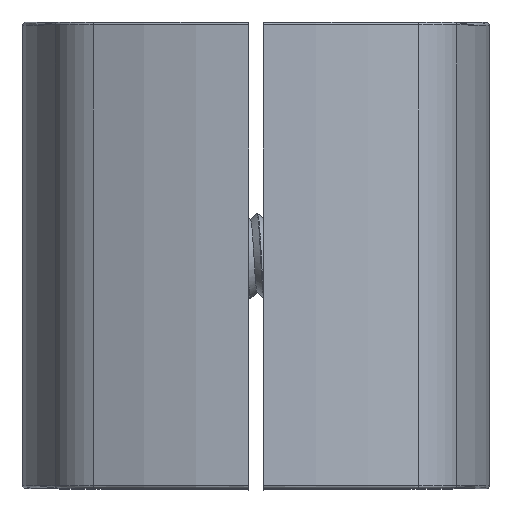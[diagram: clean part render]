
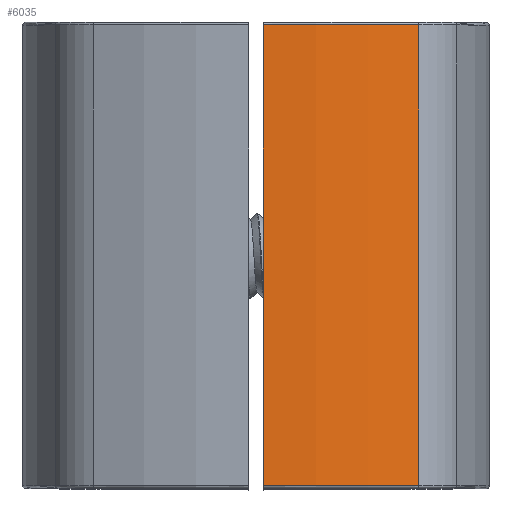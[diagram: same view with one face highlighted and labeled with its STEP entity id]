
A CAD part, top view. The second image highlights one B-rep face of the part: STEP entity #6035.
In plain terms, the highlighted cylindrical face has radius 30 mm (diameter 60 mm), a partial arc.
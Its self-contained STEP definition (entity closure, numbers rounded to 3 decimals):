
#277 = EDGE_LOOP ( 'NONE', ( #15609, #23060, #11288, #9973 ) ) ;
#288 = DIRECTION ( 'NONE',  ( 0., -1., 0. ) ) ;
#787 = AXIS2_PLACEMENT_3D ( 'NONE', #4798, #20666, #22762 ) ;
#1130 = EDGE_CURVE ( 'NONE', #15519, #3897, #7758, .T. ) ;
#2545 = EDGE_CURVE ( 'NONE', #13044, #15231, #10094, .T. ) ;
#3897 = VERTEX_POINT ( 'NONE', #12104 ) ;
#3928 = CARTESIAN_POINT ( 'NONE',  ( 0., -16.296, 39. ) ) ;
#4798 = CARTESIAN_POINT ( 'NONE',  ( 0., 0., 39. ) ) ;
#6035 = ADVANCED_FACE ( 'NONE', ( #12728 ), #18835, .T. ) ;
#6524 = LINE ( 'NONE', #20310, #20562 ) ;
#6673 = DIRECTION ( 'NONE',  ( 0.017, 0., 1. ) ) ;
#7758 = CIRCLE ( 'NONE', #25666, 30. ) ;
#7838 = DIRECTION ( 'NONE',  ( 0., 1., 0. ) ) ;
#8902 = CARTESIAN_POINT ( 'NONE',  ( 0., 16.296, 39. ) ) ;
#9842 = EDGE_CURVE ( 'NONE', #15519, #15231, #6524, .T. ) ;
#9973 = ORIENTED_EDGE ( 'NONE', *, *, #1130, .F. ) ;
#10094 = CIRCLE ( 'NONE', #23843, 30. ) ;
#10640 = CARTESIAN_POINT ( 'NONE',  ( 11.506, -16.296, 66.706 ) ) ;
#11288 = ORIENTED_EDGE ( 'NONE', *, *, #22890, .F. ) ;
#12104 = CARTESIAN_POINT ( 'NONE',  ( 0.5, -16.296, 68.996 ) ) ;
#12728 = FACE_OUTER_BOUND ( 'NONE', #277, .T. ) ;
#13044 = VERTEX_POINT ( 'NONE', #16238 ) ;
#13931 = CARTESIAN_POINT ( 'NONE',  ( 11.506, 16.296, 66.706 ) ) ;
#14330 = CARTESIAN_POINT ( 'NONE',  ( 0.5, -16.296, 68.996 ) ) ;
#15231 = VERTEX_POINT ( 'NONE', #13931 ) ;
#15519 = VERTEX_POINT ( 'NONE', #10640 ) ;
#15609 = ORIENTED_EDGE ( 'NONE', *, *, #9842, .T. ) ;
#16238 = CARTESIAN_POINT ( 'NONE',  ( 0.5, 16.296, 68.996 ) ) ;
#16674 = DIRECTION ( 'NONE',  ( 0., 1., 0. ) ) ;
#18216 = VECTOR ( 'NONE', #7838, 1000. ) ;
#18236 = LINE ( 'NONE', #14330, #18216 ) ;
#18835 = CYLINDRICAL_SURFACE ( 'NONE', #787, 30. ) ;
#20310 = CARTESIAN_POINT ( 'NONE',  ( 11.506, -16.296, 66.706 ) ) ;
#20562 = VECTOR ( 'NONE', #16674, 1000. ) ;
#20666 = DIRECTION ( 'NONE',  ( 0., -1., 0. ) ) ;
#22060 = DIRECTION ( 'NONE',  ( 0., 1., 0. ) ) ;
#22762 = DIRECTION ( 'NONE',  ( 1., 0., 0. ) ) ;
#22890 = EDGE_CURVE ( 'NONE', #3897, #13044, #18236, .T. ) ;
#23060 = ORIENTED_EDGE ( 'NONE', *, *, #2545, .F. ) ;
#23843 = AXIS2_PLACEMENT_3D ( 'NONE', #8902, #22060, #6673 ) ;
#24000 = DIRECTION ( 'NONE',  ( 0.384, 0., 0.924 ) ) ;
#25666 = AXIS2_PLACEMENT_3D ( 'NONE', #3928, #288, #24000 ) ;
